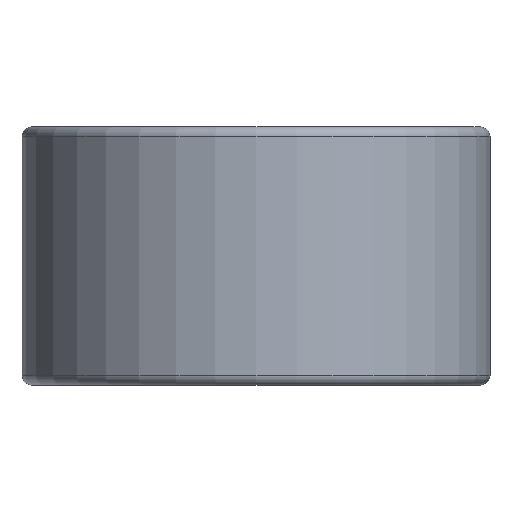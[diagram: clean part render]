
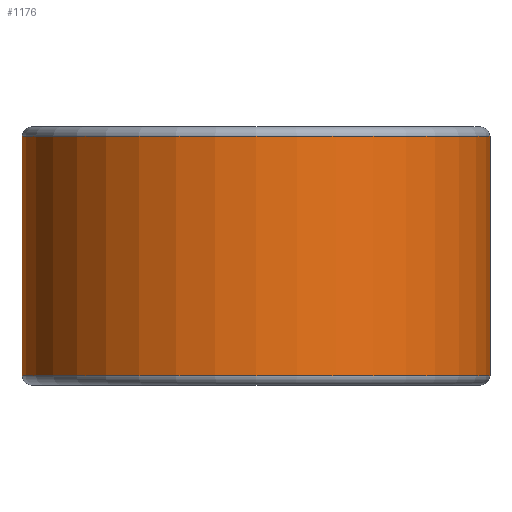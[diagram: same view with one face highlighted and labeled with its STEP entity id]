
A CAD part, front view. The second image highlights one B-rep face of the part: STEP entity #1176.
In plain terms, the highlighted cylindrical face has radius 18.644 mm (diameter 37.287 mm), a partial arc.
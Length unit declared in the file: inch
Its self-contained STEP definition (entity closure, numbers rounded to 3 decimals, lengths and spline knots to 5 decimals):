
#132 = CIRCLE ( 'NONE', #2274, 0.734 ) ;
#213 = FACE_OUTER_BOUND ( 'NONE', #499, .T. ) ;
#295 = ORIENTED_EDGE ( 'NONE', *, *, #2159, .T. ) ;
#350 = AXIS2_PLACEMENT_3D ( 'NONE', #1686, #420, #1927 ) ;
#353 = VERTEX_POINT ( 'NONE', #1752 ) ;
#398 = LINE ( 'NONE', #2467, #1560 ) ;
#420 = DIRECTION ( 'NONE',  ( 0., 0., 1. ) ) ;
#472 = CARTESIAN_POINT ( 'NONE',  ( 0.656, -1.812, 0. ) ) ;
#499 = EDGE_LOOP ( 'NONE', ( #295, #2624, #963, #513 ) ) ;
#513 = ORIENTED_EDGE ( 'NONE', *, *, #717, .T. ) ;
#530 = CARTESIAN_POINT ( 'NONE',  ( 0.656, -1.812, -0.375 ) ) ;
#556 = VECTOR ( 'NONE', #1468, 39.37008 ) ;
#649 = CARTESIAN_POINT ( 'NONE',  ( 1.39, -1.812, 0. ) ) ;
#695 = CARTESIAN_POINT ( 'NONE',  ( 1.39, -1.812, 0.375 ) ) ;
#717 = EDGE_CURVE ( 'NONE', #353, #1120, #398, .T. ) ;
#735 = DIRECTION ( 'NONE',  ( 1., 0., 0. ) ) ;
#873 = DIRECTION ( 'NONE',  ( 0., 0., 1. ) ) ;
#883 = CARTESIAN_POINT ( 'NONE',  ( 1.39, -1.812, -0.375 ) ) ;
#901 = CYLINDRICAL_SURFACE ( 'NONE', #2613, 0.734 ) ;
#931 = LINE ( 'NONE', #649, #556 ) ;
#963 = ORIENTED_EDGE ( 'NONE', *, *, #1574, .F. ) ;
#1120 = VERTEX_POINT ( 'NONE', #1505 ) ;
#1140 = EDGE_CURVE ( 'NONE', #1198, #1635, #931, .T. ) ;
#1176 = ADVANCED_FACE ( 'NONE', ( #213 ), #901, .T. ) ;
#1198 = VERTEX_POINT ( 'NONE', #883 ) ;
#1411 = DIRECTION ( 'NONE',  ( 0., 0., -1. ) ) ;
#1468 = DIRECTION ( 'NONE',  ( 0., 0., 1. ) ) ;
#1505 = CARTESIAN_POINT ( 'NONE',  ( -0.078, -1.812, -0.375 ) ) ;
#1560 = VECTOR ( 'NONE', #1411, 39.37008 ) ;
#1574 = EDGE_CURVE ( 'NONE', #353, #1635, #2693, .T. ) ;
#1635 = VERTEX_POINT ( 'NONE', #695 ) ;
#1686 = CARTESIAN_POINT ( 'NONE',  ( 0.656, -1.812, 0.375 ) ) ;
#1752 = CARTESIAN_POINT ( 'NONE',  ( -0.078, -1.812, 0.375 ) ) ;
#1927 = DIRECTION ( 'NONE',  ( 1., 0., 0. ) ) ;
#1955 = DIRECTION ( 'NONE',  ( 1., 0., 0. ) ) ;
#2019 = DIRECTION ( 'NONE',  ( 0., 0., 1. ) ) ;
#2159 = EDGE_CURVE ( 'NONE', #1120, #1198, #132, .T. ) ;
#2274 = AXIS2_PLACEMENT_3D ( 'NONE', #530, #2019, #735 ) ;
#2467 = CARTESIAN_POINT ( 'NONE',  ( -0.078, -1.812, 0.375 ) ) ;
#2613 = AXIS2_PLACEMENT_3D ( 'NONE', #472, #873, #1955 ) ;
#2624 = ORIENTED_EDGE ( 'NONE', *, *, #1140, .T. ) ;
#2693 = CIRCLE ( 'NONE', #350, 0.734 ) ;
